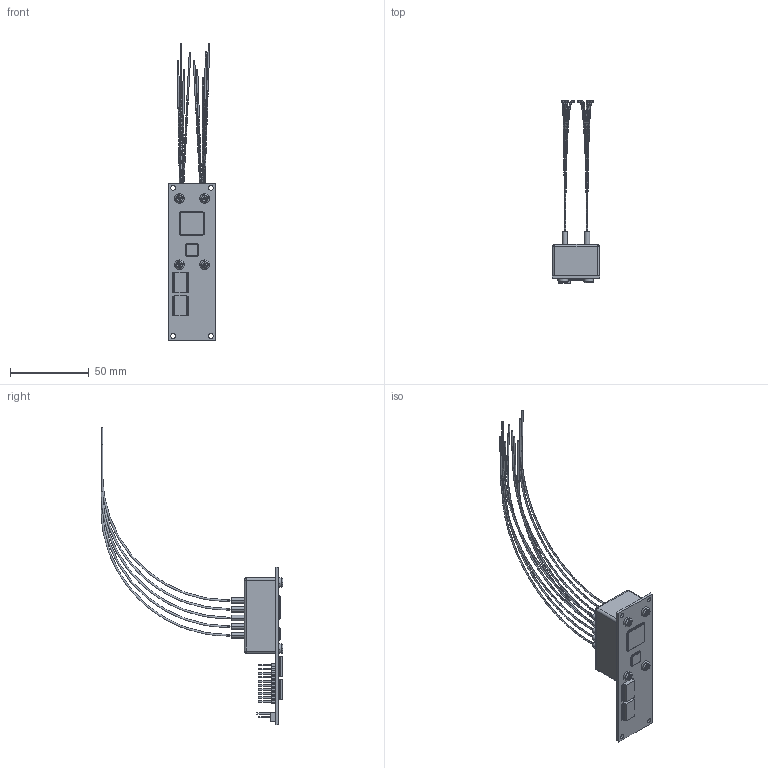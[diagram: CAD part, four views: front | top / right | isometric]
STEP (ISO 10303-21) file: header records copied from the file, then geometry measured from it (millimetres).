
FILE_DESCRIPTION (( 'STEP AP214' ), '1' );
FILE_NAME ('34864~0.STEP', '2020-08-06T14:57:19', ( '' ), ( '' ), 'SwSTEP 2.0', 'SolidWorks 2018', '' );
FILE_SCHEMA (( 'AUTOMOTIVE_DESIGN' ));
Length unit declared in the file: millimetre
Products named in the file (1): 34864~0
Bounding box: 30 x 115.45 x 188.75 mm (x, y, z)
Volume: 36512.5 mm3; surface area: 24000.8 mm2
Topology: 252 solids, 252 shells, 3797 faces, 9510 edges, 6260 vertices
Faces by surface type: plane 2097, cylinder 1584, bspline 100, cone 16
Entity records: 160092 total; most frequent: CARTESIAN_POINT 22568, DIRECTION 19970, ORIENTED_EDGE 19004, EDGE_CURVE 9502, AXIS2_PLACEMENT_3D 6966, VERTEX_POINT 6260, LINE 6038, VECTOR 6038
